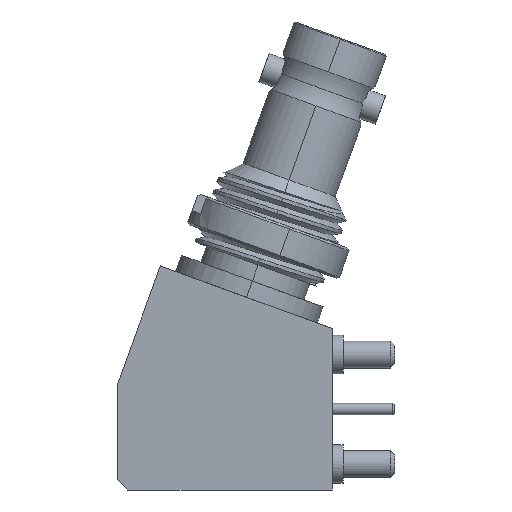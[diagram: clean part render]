
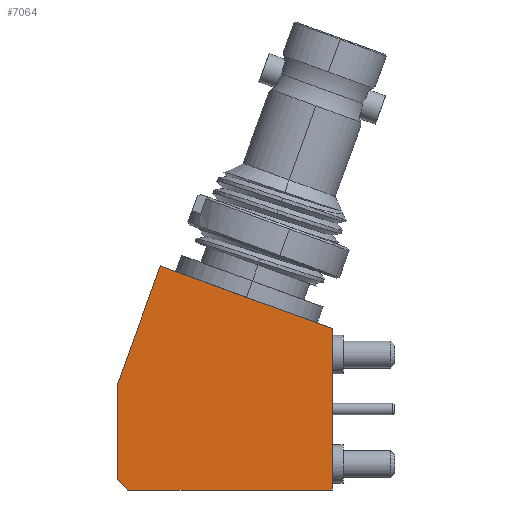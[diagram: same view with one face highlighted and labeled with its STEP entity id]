
A CAD part, left-side view. The second image highlights one B-rep face of the part: STEP entity #7064.
In plain terms, the highlighted planar face has unit normal (-1, 0, 0).
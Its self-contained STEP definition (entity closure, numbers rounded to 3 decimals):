
#134 = LINE ( 'NONE', #3894, #5477 ) ;
#144 = VECTOR ( 'NONE', #3590, 1000. ) ;
#432 = CARTESIAN_POINT ( 'NONE',  ( -3.75, 0., -3.75 ) ) ;
#500 = ORIENTED_EDGE ( 'NONE', *, *, #1613, .T. ) ;
#786 = CARTESIAN_POINT ( 'NONE',  ( -3.75, 7.987, 6.657 ) ) ;
#1071 = AXIS2_PLACEMENT_3D ( 'NONE', #7198, #3247, #9417 ) ;
#1294 = DIRECTION ( 'NONE',  ( 0., 0., -1. ) ) ;
#1613 = EDGE_CURVE ( 'NONE', #7135, #7575, #1665, .T. ) ;
#1665 = LINE ( 'NONE', #4782, #3416 ) ;
#1699 = VERTEX_POINT ( 'NONE', #5382 ) ;
#1713 = ORIENTED_EDGE ( 'NONE', *, *, #7286, .F. ) ;
#1795 = EDGE_CURVE ( 'NONE', #8745, #7575, #134, .T. ) ;
#1884 = ORIENTED_EDGE ( 'NONE', *, *, #6159, .F. ) ;
#1983 = EDGE_CURVE ( 'NONE', #7135, #1699, #4968, .T. ) ;
#2545 = VERTEX_POINT ( 'NONE', #8010 ) ;
#2698 = DIRECTION ( 'NONE',  ( 0., 0., 1. ) ) ;
#2842 = LINE ( 'NONE', #8182, #144 ) ;
#3152 = DIRECTION ( 'NONE',  ( 0., 1., 0. ) ) ;
#3201 = DIRECTION ( 'NONE',  ( 0., -0.707, -0.707 ) ) ;
#3247 = DIRECTION ( 'NONE',  ( 1., 0., 0. ) ) ;
#3397 = CARTESIAN_POINT ( 'NONE',  ( -3.75, 10., -3.25 ) ) ;
#3416 = VECTOR ( 'NONE', #3201, 1000. ) ;
#3423 = LINE ( 'NONE', #6446, #9764 ) ;
#3590 = DIRECTION ( 'NONE',  ( 0., -0.94, -0.342 ) ) ;
#3605 = DIRECTION ( 'NONE',  ( 0., -0.342, 0.94 ) ) ;
#3879 = CARTESIAN_POINT ( 'NONE',  ( -3.75, 9.5, -3.75 ) ) ;
#3894 = CARTESIAN_POINT ( 'NONE',  ( -3.75, 0., -3.75 ) ) ;
#4630 = ORIENTED_EDGE ( 'NONE', *, *, #1795, .F. ) ;
#4782 = CARTESIAN_POINT ( 'NONE',  ( -3.75, 10., -3.25 ) ) ;
#4924 = PLANE ( 'NONE',  #1071 ) ;
#4968 = LINE ( 'NONE', #9468, #5627 ) ;
#5093 = EDGE_LOOP ( 'NONE', ( #8495, #500, #4630, #1884, #1713, #6160 ) ) ;
#5382 = CARTESIAN_POINT ( 'NONE',  ( -3.75, 10., 1.128 ) ) ;
#5477 = VECTOR ( 'NONE', #3152, 1000. ) ;
#5627 = VECTOR ( 'NONE', #2698, 1000. ) ;
#5730 = LINE ( 'NONE', #5829, #8032 ) ;
#5829 = CARTESIAN_POINT ( 'NONE',  ( -3.75, 10., 1.128 ) ) ;
#6159 = EDGE_CURVE ( 'NONE', #2545, #8745, #3423, .T. ) ;
#6160 = ORIENTED_EDGE ( 'NONE', *, *, #8947, .F. ) ;
#6446 = CARTESIAN_POINT ( 'NONE',  ( -3.75, 0., 0. ) ) ;
#7005 = FACE_OUTER_BOUND ( 'NONE', #5093, .T. ) ;
#7064 = ADVANCED_FACE ( 'NONE', ( #7005 ), #4924, .F. ) ;
#7135 = VERTEX_POINT ( 'NONE', #3397 ) ;
#7198 = CARTESIAN_POINT ( 'NONE',  ( -3.75, 0., 0. ) ) ;
#7286 = EDGE_CURVE ( 'NONE', #9253, #2545, #2842, .T. ) ;
#7575 = VERTEX_POINT ( 'NONE', #3879 ) ;
#8010 = CARTESIAN_POINT ( 'NONE',  ( -3.75, 0., 3.75 ) ) ;
#8032 = VECTOR ( 'NONE', #3605, 1000. ) ;
#8182 = CARTESIAN_POINT ( 'NONE',  ( -3.75, 7.987, 6.657 ) ) ;
#8495 = ORIENTED_EDGE ( 'NONE', *, *, #1983, .F. ) ;
#8745 = VERTEX_POINT ( 'NONE', #432 ) ;
#8947 = EDGE_CURVE ( 'NONE', #1699, #9253, #5730, .T. ) ;
#9253 = VERTEX_POINT ( 'NONE', #786 ) ;
#9417 = DIRECTION ( 'NONE',  ( 0., 0., -1. ) ) ;
#9468 = CARTESIAN_POINT ( 'NONE',  ( -3.75, 10., -3.75 ) ) ;
#9764 = VECTOR ( 'NONE', #1294, 1000. ) ;
